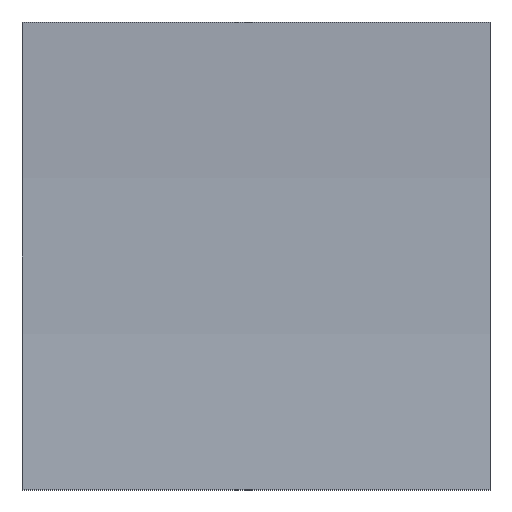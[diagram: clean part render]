
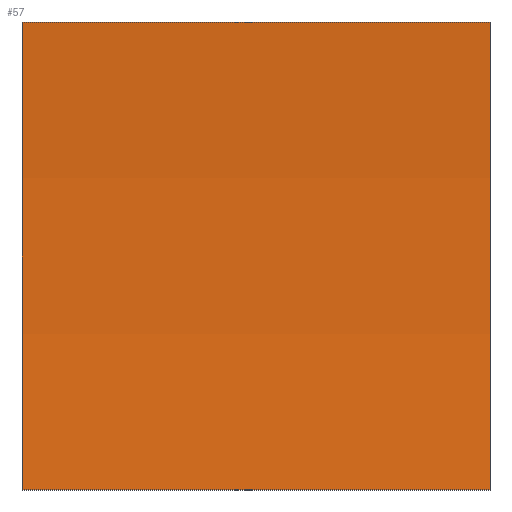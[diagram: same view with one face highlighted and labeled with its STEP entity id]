
A CAD part, left-side view. The second image highlights one B-rep face of the part: STEP entity #57.
In plain terms, the highlighted cylindrical face has radius 155.1 mm (diameter 310.2 mm), a partial arc.
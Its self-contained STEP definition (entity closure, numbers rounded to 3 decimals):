
#15 = FACE_OUTER_BOUND ( 'NONE', #171, .T. ) ;
#16 = DIRECTION ( 'NONE',  ( 0., 0., -1. ) ) ;
#29 = EDGE_CURVE ( 'NONE', #194, #201, #195, .T. ) ;
#38 = CARTESIAN_POINT ( 'NONE',  ( -158.1, 0., 10. ) ) ;
#41 = EDGE_CURVE ( 'NONE', #172, #130, #44, .T. ) ;
#44 = CIRCLE ( 'NONE', #203, 155.1 ) ;
#46 = CARTESIAN_POINT ( 'NONE',  ( -3.323, 0., 0. ) ) ;
#55 = CARTESIAN_POINT ( 'NONE',  ( -3.323, 20., 0. ) ) ;
#57 = ADVANCED_FACE ( 'NONE', ( #15 ), #120, .F. ) ;
#62 = CARTESIAN_POINT ( 'NONE',  ( -3.323, 20., 0. ) ) ;
#65 = DIRECTION ( 'NONE',  ( 0., -1., 0. ) ) ;
#74 = CARTESIAN_POINT ( 'NONE',  ( -158.1, 20., 10. ) ) ;
#76 = DIRECTION ( 'NONE',  ( 0., 0., 1. ) ) ;
#84 = DIRECTION ( 'NONE',  ( 0., -1., 0. ) ) ;
#88 = LINE ( 'NONE', #62, #128 ) ;
#89 = DIRECTION ( 'NONE',  ( 0., 0., 1. ) ) ;
#90 = ORIENTED_EDGE ( 'NONE', *, *, #198, .F. ) ;
#92 = DIRECTION ( 'NONE',  ( 0., -1., 0. ) ) ;
#93 = DIRECTION ( 'NONE',  ( 0., -1., 0. ) ) ;
#100 = EDGE_CURVE ( 'NONE', #172, #194, #88, .T. ) ;
#103 = CARTESIAN_POINT ( 'NONE',  ( -3.323, 20., 20. ) ) ;
#120 = CYLINDRICAL_SURFACE ( 'NONE', #151, 155.1 ) ;
#124 = LINE ( 'NONE', #152, #140 ) ;
#128 = VECTOR ( 'NONE', #84, 1000. ) ;
#130 = VERTEX_POINT ( 'NONE', #103 ) ;
#140 = VECTOR ( 'NONE', #197, 1000. ) ;
#141 = AXIS2_PLACEMENT_3D ( 'NONE', #38, #93, #89 ) ;
#144 = ORIENTED_EDGE ( 'NONE', *, *, #29, .T. ) ;
#151 = AXIS2_PLACEMENT_3D ( 'NONE', #162, #92, #16 ) ;
#152 = CARTESIAN_POINT ( 'NONE',  ( -3.323, 20., 20. ) ) ;
#159 = ORIENTED_EDGE ( 'NONE', *, *, #100, .T. ) ;
#162 = CARTESIAN_POINT ( 'NONE',  ( -158.1, 20., 10. ) ) ;
#171 = EDGE_LOOP ( 'NONE', ( #144, #90, #188, #159 ) ) ;
#172 = VERTEX_POINT ( 'NONE', #55 ) ;
#188 = ORIENTED_EDGE ( 'NONE', *, *, #41, .F. ) ;
#190 = CARTESIAN_POINT ( 'NONE',  ( -3.323, 0., 20. ) ) ;
#194 = VERTEX_POINT ( 'NONE', #46 ) ;
#195 = CIRCLE ( 'NONE', #141, 155.1 ) ;
#197 = DIRECTION ( 'NONE',  ( 0., -1., 0. ) ) ;
#198 = EDGE_CURVE ( 'NONE', #130, #201, #124, .T. ) ;
#201 = VERTEX_POINT ( 'NONE', #190 ) ;
#203 = AXIS2_PLACEMENT_3D ( 'NONE', #74, #65, #76 ) ;
